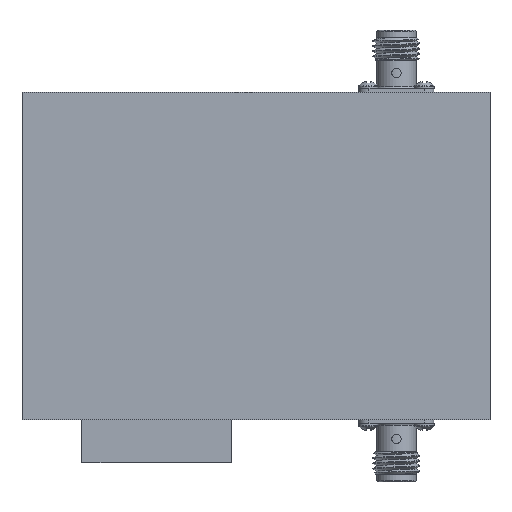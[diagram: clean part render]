
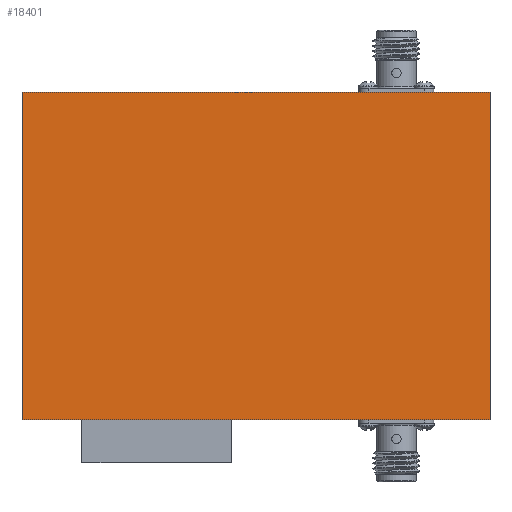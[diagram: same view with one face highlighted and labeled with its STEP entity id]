
A CAD part, top view. The second image highlights one B-rep face of the part: STEP entity #18401.
In plain terms, the highlighted planar face has unit normal (0, 0, 1).
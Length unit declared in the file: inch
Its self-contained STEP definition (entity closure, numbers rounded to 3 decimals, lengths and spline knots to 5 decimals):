
#31 = LINE ( 'NONE', #12682, #22870 ) ;
#430 = LINE ( 'NONE', #29499, #18490 ) ;
#541 = CARTESIAN_POINT ( 'NONE',  ( -1.25, -0.875, 0.24 ) ) ;
#1564 = ORIENTED_EDGE ( 'NONE', *, *, #11241, .F. ) ;
#3097 = CARTESIAN_POINT ( 'NONE',  ( -1.25, -0.875, 0.24 ) ) ;
#3784 = LINE ( 'NONE', #541, #31582 ) ;
#5152 = VERTEX_POINT ( 'NONE', #3097 ) ;
#6451 = ORIENTED_EDGE ( 'NONE', *, *, #14630, .F. ) ;
#6966 = DIRECTION ( 'NONE',  ( 1., 0., 0. ) ) ;
#8398 = DIRECTION ( 'NONE',  ( 0., 1., 0. ) ) ;
#9515 = DIRECTION ( 'NONE',  ( 1., 0., 0. ) ) ;
#11241 = EDGE_CURVE ( 'NONE', #5152, #17120, #3784, .T. ) ;
#12314 = VECTOR ( 'NONE', #9515, 39.37008 ) ;
#12682 = CARTESIAN_POINT ( 'NONE',  ( 1.25, -0.875, 0.24 ) ) ;
#14320 = FACE_OUTER_BOUND ( 'NONE', #31726, .T. ) ;
#14538 = EDGE_CURVE ( 'NONE', #32138, #31315, #430, .T. ) ;
#14630 = EDGE_CURVE ( 'NONE', #31315, #5152, #31, .T. ) ;
#16138 = DIRECTION ( 'NONE',  ( 0., -1., 0. ) ) ;
#17120 = VERTEX_POINT ( 'NONE', #24255 ) ;
#17202 = CARTESIAN_POINT ( 'NONE',  ( 1.25, 0.875, 0.24 ) ) ;
#18401 = ADVANCED_FACE ( 'NONE', ( #14320 ), #30413, .T. ) ;
#18490 = VECTOR ( 'NONE', #16138, 39.37008 ) ;
#20174 = CARTESIAN_POINT ( 'NONE',  ( 1.25, -0.875, 0.24 ) ) ;
#20784 = AXIS2_PLACEMENT_3D ( 'NONE', #24758, #22518, #6966 ) ;
#22518 = DIRECTION ( 'NONE',  ( 0., 0., 1. ) ) ;
#22870 = VECTOR ( 'NONE', #31671, 39.37008 ) ;
#24255 = CARTESIAN_POINT ( 'NONE',  ( -1.25, 0.875, 0.24 ) ) ;
#24410 = LINE ( 'NONE', #32465, #12314 ) ;
#24758 = CARTESIAN_POINT ( 'NONE',  ( 0., 0., 0.24 ) ) ;
#29499 = CARTESIAN_POINT ( 'NONE',  ( 1.25, 0.875, 0.24 ) ) ;
#30413 = PLANE ( 'NONE',  #20784 ) ;
#30626 = ORIENTED_EDGE ( 'NONE', *, *, #14538, .F. ) ;
#31315 = VERTEX_POINT ( 'NONE', #20174 ) ;
#31582 = VECTOR ( 'NONE', #8398, 39.37008 ) ;
#31671 = DIRECTION ( 'NONE',  ( -1., 0., 0. ) ) ;
#31726 = EDGE_LOOP ( 'NONE', ( #32037, #1564, #6451, #30626 ) ) ;
#32037 = ORIENTED_EDGE ( 'NONE', *, *, #32081, .F. ) ;
#32081 = EDGE_CURVE ( 'NONE', #17120, #32138, #24410, .T. ) ;
#32138 = VERTEX_POINT ( 'NONE', #17202 ) ;
#32465 = CARTESIAN_POINT ( 'NONE',  ( -1.25, 0.875, 0.24 ) ) ;
